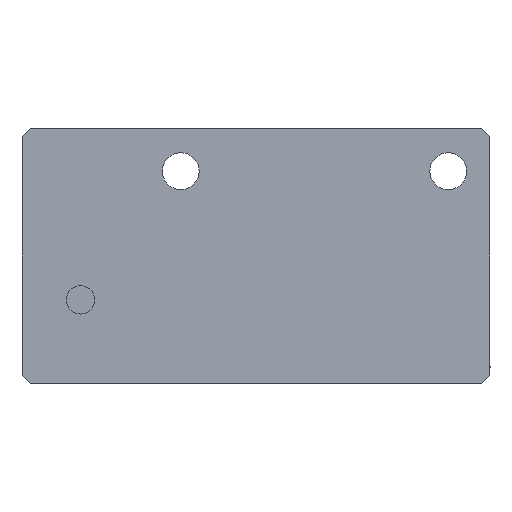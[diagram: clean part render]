
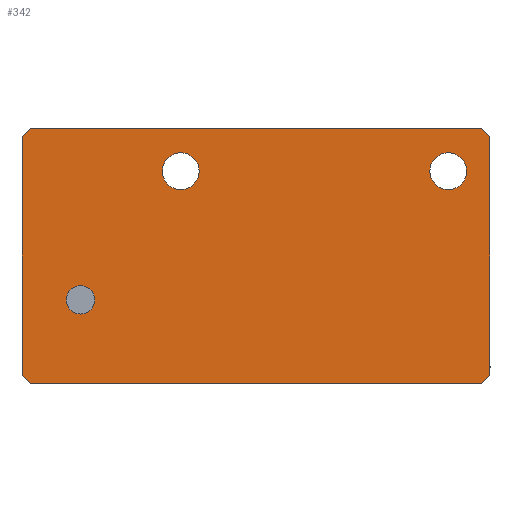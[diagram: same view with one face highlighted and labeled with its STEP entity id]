
A CAD part, front view. The second image highlights one B-rep face of the part: STEP entity #342.
In plain terms, the highlighted planar face has unit normal (0, -1, 0).
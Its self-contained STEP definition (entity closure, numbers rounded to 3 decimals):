
#221=FACE_BOUND('',#540,.T.);
#222=FACE_BOUND('',#541,.T.);
#223=FACE_BOUND('',#542,.T.);
#224=FACE_BOUND('',#543,.T.);
#286=CIRCLE('',#1663,0.85);
#287=CIRCLE('',#1664,1.1);
#288=CIRCLE('',#1665,1.1);
#342=ADVANCED_FACE('',(#221,#222,#223,#224),#428,.T.);
#428=PLANE('',#1666);
#540=EDGE_LOOP('',(#664));
#541=EDGE_LOOP('',(#665));
#542=EDGE_LOOP('',(#666));
#543=EDGE_LOOP('',(#667,#668,#669,#670,#671,#672,#673,#674));
#664=ORIENTED_EDGE('',*,*,#1193,.F.);
#665=ORIENTED_EDGE('',*,*,#1194,.F.);
#666=ORIENTED_EDGE('',*,*,#1195,.F.);
#667=ORIENTED_EDGE('',*,*,#1196,.T.);
#668=ORIENTED_EDGE('',*,*,#1197,.T.);
#669=ORIENTED_EDGE('',*,*,#1189,.T.);
#670=ORIENTED_EDGE('',*,*,#1198,.T.);
#671=ORIENTED_EDGE('',*,*,#1199,.F.);
#672=ORIENTED_EDGE('',*,*,#1200,.T.);
#673=ORIENTED_EDGE('',*,*,#1201,.T.);
#674=ORIENTED_EDGE('',*,*,#1202,.T.);
#1048=VERTEX_POINT('',#2255);
#1049=VERTEX_POINT('',#2256);
#1052=VERTEX_POINT('',#2264);
#1053=VERTEX_POINT('',#2266);
#1054=VERTEX_POINT('',#2268);
#1055=VERTEX_POINT('',#2270);
#1056=VERTEX_POINT('',#2271);
#1057=VERTEX_POINT('',#2274);
#1058=VERTEX_POINT('',#2276);
#1059=VERTEX_POINT('',#2278);
#1060=VERTEX_POINT('',#2280);
#1189=EDGE_CURVE('',#1048,#1049,#1383,.T.);
#1193=EDGE_CURVE('',#1052,#1052,#286,.T.);
#1194=EDGE_CURVE('',#1053,#1053,#287,.T.);
#1195=EDGE_CURVE('',#1054,#1054,#288,.T.);
#1196=EDGE_CURVE('',#1055,#1056,#1387,.T.);
#1197=EDGE_CURVE('',#1056,#1048,#1388,.T.);
#1198=EDGE_CURVE('',#1049,#1057,#1389,.T.);
#1199=EDGE_CURVE('',#1058,#1057,#1390,.T.);
#1200=EDGE_CURVE('',#1058,#1059,#1391,.T.);
#1201=EDGE_CURVE('',#1059,#1060,#1392,.T.);
#1202=EDGE_CURVE('',#1060,#1055,#1393,.T.);
#1383=LINE('',#2254,#1522);
#1387=LINE('',#2269,#1526);
#1388=LINE('',#2272,#1527);
#1389=LINE('',#2273,#1528);
#1390=LINE('',#2275,#1529);
#1391=LINE('',#2277,#1530);
#1392=LINE('',#2279,#1531);
#1393=LINE('',#2281,#1532);
#1522=VECTOR('',#1814,1.);
#1526=VECTOR('',#1826,1.);
#1527=VECTOR('',#1827,1.);
#1528=VECTOR('',#1828,1.);
#1529=VECTOR('',#1829,1.);
#1530=VECTOR('',#1830,1.);
#1531=VECTOR('',#1831,1.);
#1532=VECTOR('',#1832,1.);
#1663=AXIS2_PLACEMENT_3D('',#2263,#1820,#1821);
#1664=AXIS2_PLACEMENT_3D('',#2265,#1822,#1823);
#1665=AXIS2_PLACEMENT_3D('',#2267,#1824,#1825);
#1666=AXIS2_PLACEMENT_3D('',#2282,#1833,#1834);
#1814=DIRECTION('',(-1.,0.,0.));
#1820=DIRECTION('',(0.,-1.,0.));
#1821=DIRECTION('',(0.,0.,-1.));
#1822=DIRECTION('',(0.,-1.,0.));
#1823=DIRECTION('',(0.,0.,-1.));
#1824=DIRECTION('',(0.,-1.,0.));
#1825=DIRECTION('',(0.,0.,-1.));
#1826=DIRECTION('',(0.,0.,1.));
#1827=DIRECTION('',(-0.707,0.,0.707));
#1828=DIRECTION('',(-0.707,0.,-0.707));
#1829=DIRECTION('',(0.,0.,1.));
#1830=DIRECTION('',(0.707,0.,-0.707));
#1831=DIRECTION('',(1.,0.,0.));
#1832=DIRECTION('',(0.707,0.,0.707));
#1833=DIRECTION('',(0.,-1.,0.));
#1834=DIRECTION('',(0.,0.,-1.));
#2254=CARTESIAN_POINT('',(14.,0.,15.25));
#2255=CARTESIAN_POINT('',(27.5,0.,15.25));
#2256=CARTESIAN_POINT('',(0.5,0.,15.25));
#2263=CARTESIAN_POINT('',(3.5,0.,5.));
#2264=CARTESIAN_POINT('',(3.5,0.,4.15));
#2265=CARTESIAN_POINT('',(25.5,0.,12.7));
#2266=CARTESIAN_POINT('',(25.5,0.,11.6));
#2267=CARTESIAN_POINT('',(9.5,0.,12.7));
#2268=CARTESIAN_POINT('',(9.5,0.,11.6));
#2269=CARTESIAN_POINT('',(28.,0.,0.));
#2270=CARTESIAN_POINT('',(28.,0.,0.5));
#2271=CARTESIAN_POINT('',(28.,0.,14.75));
#2272=CARTESIAN_POINT('',(28.375,0.,14.375));
#2273=CARTESIAN_POINT('',(-0.375,0.,14.375));
#2274=CARTESIAN_POINT('',(0.,0.,14.75));
#2275=CARTESIAN_POINT('',(0.,0.,0.));
#2276=CARTESIAN_POINT('',(0.,0.,0.5));
#2277=CARTESIAN_POINT('',(7.25,0.,-6.75));
#2278=CARTESIAN_POINT('',(0.5,0.,0.));
#2279=CARTESIAN_POINT('',(14.,0.,0.));
#2280=CARTESIAN_POINT('',(27.5,0.,0.));
#2281=CARTESIAN_POINT('',(20.75,0.,-6.75));
#2282=CARTESIAN_POINT('',(14.,0.,0.));
